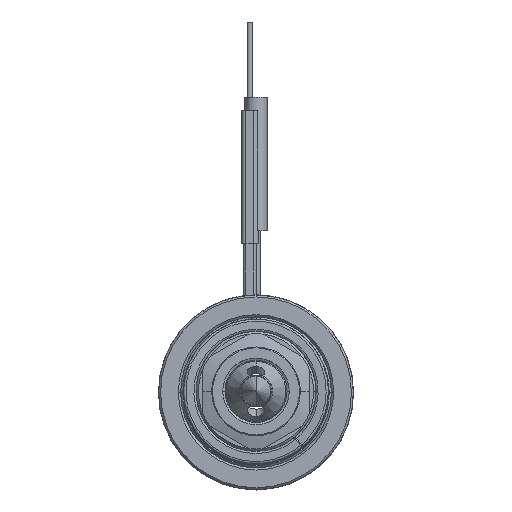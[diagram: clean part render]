
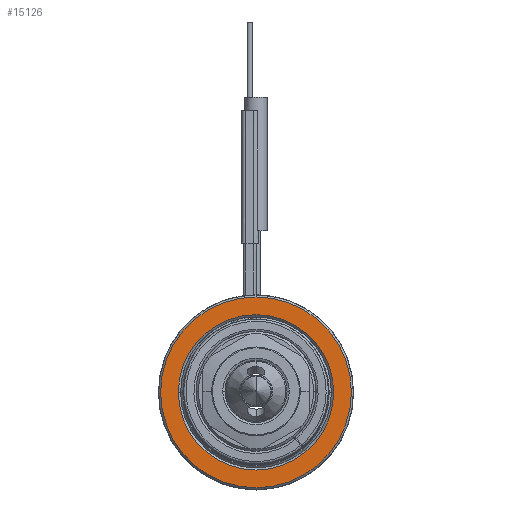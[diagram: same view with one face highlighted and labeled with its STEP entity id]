
A CAD part, top view. The second image highlights one B-rep face of the part: STEP entity #15126.
In plain terms, the highlighted planar face has unit normal (0, 0, 1).
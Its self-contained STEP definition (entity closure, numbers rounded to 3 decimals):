
#4720=CARTESIAN_POINT('',(0.,0.,40.));
#4721=DIRECTION('',(0.,0.,-1.));
#4722=DIRECTION('',(-1.,0.,0.));
#4723=AXIS2_PLACEMENT_3D('',#4720,#4721,#4722);
#4734=CARTESIAN_POINT('',(0.,0.,
40.));
#4735=DIRECTION('',(0.,0.,-1.));
#4736=DIRECTION('',(1.,0.,0.));
#4737=AXIS2_PLACEMENT_3D('',#4734,#4735,#4736);
#4748=CARTESIAN_POINT('',(0.,0.,
40.));
#4749=DIRECTION('',(0.,0.,-1.));
#4750=DIRECTION('',(1.,0.,0.));
#4751=AXIS2_PLACEMENT_3D('',#4748,#4749,#4750);
#4762=CARTESIAN_POINT('',(0.,0.,
40.));
#4763=DIRECTION('',(0.,0.,-1.));
#4764=DIRECTION('',(-1.,0.,0.));
#4765=AXIS2_PLACEMENT_3D('',#4762,#4763,#4764);
#7921=CARTESIAN_POINT('',(21.5,0.,40.));
#7922=CARTESIAN_POINT('',(-21.5,0.,40.));
#7923=VERTEX_POINT('',#7921);
#7924=VERTEX_POINT('',#7922);
#7925=CARTESIAN_POINT('',(17.5,0.,40.));
#7926=CARTESIAN_POINT('',(-17.5,0.,40.));
#7927=VERTEX_POINT('',#7925);
#7928=VERTEX_POINT('',#7926);
#15111=CARTESIAN_POINT('',(0.,0.,40.));
#15112=DIRECTION('',(0.,0.,1.));
#15113=DIRECTION('',(-1.,0.,0.));
#15114=AXIS2_PLACEMENT_3D('',#15111,#15112,#15113);
#15115=PLANE('',#15114);
#15116=ORIENTED_EDGE('',*,*,#15093,.T.);
#15117=ORIENTED_EDGE('',*,*,#15078,.T.);
#15118=EDGE_LOOP('',(#15116,#15117));
#15119=FACE_OUTER_BOUND('',#15118,.F.);
#15121=ORIENTED_EDGE('',*,*,#15120,.F.);
#15123=ORIENTED_EDGE('',*,*,#15122,.F.);
#15124=EDGE_LOOP('',(#15121,#15123));
#15125=FACE_BOUND('',#15124,.F.);
#4724=CIRCLE('',#4723,21.5);
#4738=CIRCLE('',#4737,21.5);
#4752=CIRCLE('',#4751,17.5);
#4766=CIRCLE('',#4765,17.5);
#15078=EDGE_CURVE('',#7924,#7923,#4724,.T.);
#15093=EDGE_CURVE('',#7923,#7924,#4738,.T.);
#15120=EDGE_CURVE('',#7927,#7928,#4752,.T.);
#15122=EDGE_CURVE('',#7928,#7927,#4766,.T.);
#15126=ADVANCED_FACE('',(#15119,#15125),#15115,.T.);
